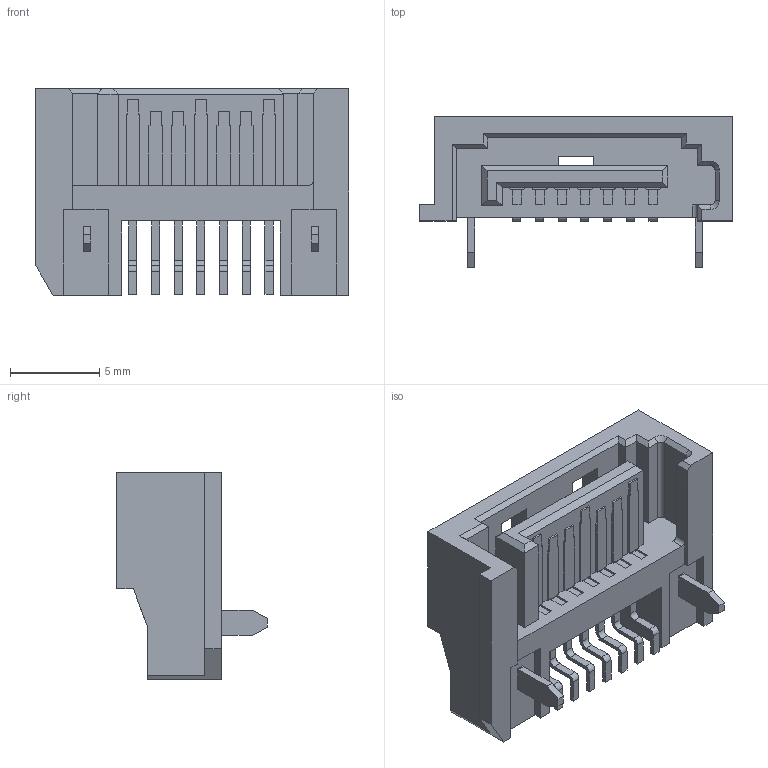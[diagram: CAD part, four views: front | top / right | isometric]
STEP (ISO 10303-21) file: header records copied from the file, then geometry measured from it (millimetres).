
FILE_DESCRIPTION (( 'STEP AP214' ), '1' );
FILE_NAME ('SATAnew.STEP', '2017-11-04T08:56:40', ( '' ), ( '' ), 'SwSTEP 2.0', 'SolidWorks 2017', '' );
FILE_SCHEMA (( 'AUTOMOTIVE_DESIGN' ));
Length unit declared in the file: millimetre
Products named in the file (3): SATA; SATAnew; plate
Assembly tree (2 placements, depth 2):
  SATAnew
    SATA
    plate
Bounding box: 17.54 x 8.45 x 11.56 mm (x, y, z)
Volume: 507.5 mm3; surface area: 1039.9 mm2
Topology: 8 solids, 8 shells, 384 faces, 1061 edges, 700 vertices
Faces by surface type: plane 351, cylinder 31, cone 2
Entity records: 13546 total; most frequent: CARTESIAN_POINT 2162, ORIENTED_EDGE 2122, DIRECTION 1899, EDGE_CURVE 1061, VECTOR 993, LINE 993, VERTEX_POINT 700, AXIS2_PLACEMENT_3D 453
